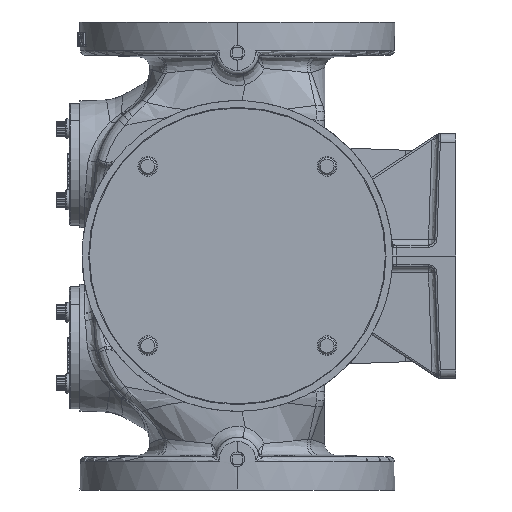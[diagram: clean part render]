
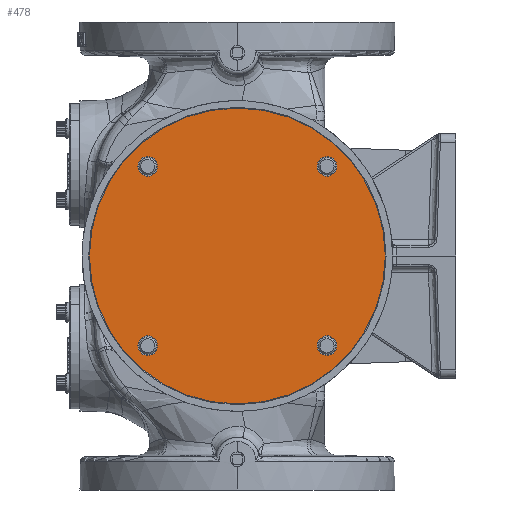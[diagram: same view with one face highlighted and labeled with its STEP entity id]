
A CAD part, left-side view. The second image highlights one B-rep face of the part: STEP entity #478.
In plain terms, the highlighted planar face has unit normal (-1, 0, 0).
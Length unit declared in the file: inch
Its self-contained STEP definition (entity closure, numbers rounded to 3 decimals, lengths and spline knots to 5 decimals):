
#478 = ADVANCED_FACE ( 'NONE', ( #137471, #178581, #183458, #23630, #96171 ), #95814, .T. ) ;
#916 = AXIS2_PLACEMENT_3D ( 'NONE', #91630, #200057, #107273 ) ;
#4331 = AXIS2_PLACEMENT_3D ( 'NONE', #60269, #168487, #75786 ) ;
#5071 = CARTESIAN_POINT ( 'NONE',  ( -20.32, 2.56326, 2.56326 ) ) ;
#5184 = DIRECTION ( 'NONE',  ( -1., 0., 0. ) ) ;
#6057 = VERTEX_POINT ( 'NONE', #76186 ) ;
#8419 = ORIENTED_EDGE ( 'NONE', *, *, #39427, .T. ) ;
#8647 = ORIENTED_EDGE ( 'NONE', *, *, #100220, .F. ) ;
#9235 = CARTESIAN_POINT ( 'NONE',  ( -20.32, 0., 0. ) ) ;
#12554 = CARTESIAN_POINT ( 'NONE',  ( -20.32, 2.56326, -2.84451 ) ) ;
#14920 = ORIENTED_EDGE ( 'NONE', *, *, #153451, .F. ) ;
#17033 = AXIS2_PLACEMENT_3D ( 'NONE', #27262, #135533, #42854 ) ;
#17233 = AXIS2_PLACEMENT_3D ( 'NONE', #49061, #157396, #64642 ) ;
#17902 = AXIS2_PLACEMENT_3D ( 'NONE', #129173, #36459, #144769 ) ;
#19846 = CIRCLE ( 'NONE', #17233, 0.28125 ) ;
#20637 = DIRECTION ( 'NONE',  ( 0., 0., 1. ) ) ;
#21598 = DIRECTION ( 'NONE',  ( -1., 0., 0. ) ) ;
#23355 = CARTESIAN_POINT ( 'NONE',  ( -20.32, 0., 4.2305 ) ) ;
#23630 = FACE_BOUND ( 'NONE', #170057, .T. ) ;
#26734 = VERTEX_POINT ( 'NONE', #85709 ) ;
#27262 = CARTESIAN_POINT ( 'NONE',  ( -20.32, 0., 0. ) ) ;
#30384 = VERTEX_POINT ( 'NONE', #160104 ) ;
#30620 = VERTEX_POINT ( 'NONE', #23355 ) ;
#32394 = AXIS2_PLACEMENT_3D ( 'NONE', #9235, #5184, #175021 ) ;
#33708 = CARTESIAN_POINT ( 'NONE',  ( -20.32, 2.56326, 2.28201 ) ) ;
#36459 = DIRECTION ( 'NONE',  ( -1., 0., 0. ) ) ;
#37979 = CARTESIAN_POINT ( 'NONE',  ( -20.32, -2.56326, -2.84451 ) ) ;
#39427 = EDGE_CURVE ( 'NONE', #30620, #6057, #93107, .T. ) ;
#40238 = EDGE_CURVE ( 'NONE', #6057, #30620, #61787, .T. ) ;
#42854 = DIRECTION ( 'NONE',  ( 0., 0., 1. ) ) ;
#43868 = DIRECTION ( 'NONE',  ( -1., 0., 0. ) ) ;
#45917 = VERTEX_POINT ( 'NONE', #33708 ) ;
#49061 = CARTESIAN_POINT ( 'NONE',  ( -20.32, -2.56326, 2.56326 ) ) ;
#55809 = CIRCLE ( 'NONE', #87003, 0.28125 ) ;
#57889 = CIRCLE ( 'NONE', #916, 0.28125 ) ;
#60269 = CARTESIAN_POINT ( 'NONE',  ( -20.32, -2.56326, 2.56326 ) ) ;
#61787 = CIRCLE ( 'NONE', #17033, 4.2305 ) ;
#62388 = CARTESIAN_POINT ( 'NONE',  ( -20.32, -2.56326, -2.56326 ) ) ;
#64642 = DIRECTION ( 'NONE',  ( 0., 0., 1. ) ) ;
#70288 = EDGE_CURVE ( 'NONE', #139920, #104741, #199968, .T. ) ;
#75545 = CARTESIAN_POINT ( 'NONE',  ( -20.32, -2.56326, 2.28201 ) ) ;
#75786 = DIRECTION ( 'NONE',  ( 0., 0., 1. ) ) ;
#76186 = CARTESIAN_POINT ( 'NONE',  ( -20.32, 0., -4.2305 ) ) ;
#77906 = DIRECTION ( 'NONE',  ( 0., 0., 1. ) ) ;
#85709 = CARTESIAN_POINT ( 'NONE',  ( -20.32, -2.56326, 2.84451 ) ) ;
#87003 = AXIS2_PLACEMENT_3D ( 'NONE', #62388, #170620, #77906 ) ;
#87055 = CARTESIAN_POINT ( 'NONE',  ( -20.32, 2.56326, -2.56326 ) ) ;
#91168 = EDGE_LOOP ( 'NONE', ( #8647, #152058 ) ) ;
#91630 = CARTESIAN_POINT ( 'NONE',  ( -20.32, 2.56326, 2.56326 ) ) ;
#92950 = CARTESIAN_POINT ( 'NONE',  ( -20.32, -2.56326, -2.28201 ) ) ;
#93107 = CIRCLE ( 'NONE', #173861, 4.2305 ) ;
#95814 = PLANE ( 'NONE',  #32394 ) ;
#96171 = FACE_OUTER_BOUND ( 'NONE', #109492, .T. ) ;
#97199 = VERTEX_POINT ( 'NONE', #37979 ) ;
#100220 = EDGE_CURVE ( 'NONE', #30384, #45917, #57889, .T. ) ;
#102681 = DIRECTION ( 'NONE',  ( 0., 0., 1. ) ) ;
#104741 = VERTEX_POINT ( 'NONE', #122726 ) ;
#106558 = EDGE_CURVE ( 'NONE', #193768, #97199, #55809, .T. ) ;
#107273 = DIRECTION ( 'NONE',  ( 0., 0., 1. ) ) ;
#109492 = EDGE_LOOP ( 'NONE', ( #8419, #151941 ) ) ;
#113295 = DIRECTION ( 'NONE',  ( -1., 0., 0. ) ) ;
#114257 = CARTESIAN_POINT ( 'NONE',  ( -20.32, 2.56326, -2.56326 ) ) ;
#118656 = CIRCLE ( 'NONE', #4331, 0.28125 ) ;
#119881 = CIRCLE ( 'NONE', #132276, 0.28125 ) ;
#122726 = CARTESIAN_POINT ( 'NONE',  ( -20.32, 2.56326, -2.28201 ) ) ;
#129173 = CARTESIAN_POINT ( 'NONE',  ( -20.32, -2.56326, -2.56326 ) ) ;
#129912 = DIRECTION ( 'NONE',  ( 0., 0., 1. ) ) ;
#132276 = AXIS2_PLACEMENT_3D ( 'NONE', #114257, #21598, #129912 ) ;
#133079 = AXIS2_PLACEMENT_3D ( 'NONE', #87055, #195441, #102681 ) ;
#135533 = DIRECTION ( 'NONE',  ( -1., 0., 0. ) ) ;
#135723 = VERTEX_POINT ( 'NONE', #75545 ) ;
#136579 = CARTESIAN_POINT ( 'NONE',  ( -20.32, 0., 0. ) ) ;
#137471 = FACE_BOUND ( 'NONE', #158671, .T. ) ;
#139920 = VERTEX_POINT ( 'NONE', #12554 ) ;
#142604 = CIRCLE ( 'NONE', #145560, 0.28125 ) ;
#144769 = DIRECTION ( 'NONE',  ( 0., 0., 1. ) ) ;
#145280 = EDGE_CURVE ( 'NONE', #26734, #135723, #118656, .T. ) ;
#145560 = AXIS2_PLACEMENT_3D ( 'NONE', #5071, #113295, #20637 ) ;
#151784 = EDGE_CURVE ( 'NONE', #97199, #193768, #177216, .T. ) ;
#151941 = ORIENTED_EDGE ( 'NONE', *, *, #40238, .T. ) ;
#152058 = ORIENTED_EDGE ( 'NONE', *, *, #196585, .F. ) ;
#152177 = DIRECTION ( 'NONE',  ( 0., 0., 1. ) ) ;
#152395 = ORIENTED_EDGE ( 'NONE', *, *, #70288, .F. ) ;
#153451 = EDGE_CURVE ( 'NONE', #135723, #26734, #19846, .T. ) ;
#157396 = DIRECTION ( 'NONE',  ( -1., 0., 0. ) ) ;
#158671 = EDGE_LOOP ( 'NONE', ( #173596, #152395 ) ) ;
#160104 = CARTESIAN_POINT ( 'NONE',  ( -20.32, 2.56326, 2.84451 ) ) ;
#166296 = EDGE_LOOP ( 'NONE', ( #190301, #14920 ) ) ;
#168487 = DIRECTION ( 'NONE',  ( -1., 0., 0. ) ) ;
#170057 = EDGE_LOOP ( 'NONE', ( #187437, #190655 ) ) ;
#170620 = DIRECTION ( 'NONE',  ( -1., 0., 0. ) ) ;
#173500 = EDGE_CURVE ( 'NONE', #104741, #139920, #119881, .T. ) ;
#173596 = ORIENTED_EDGE ( 'NONE', *, *, #173500, .F. ) ;
#173861 = AXIS2_PLACEMENT_3D ( 'NONE', #136579, #43868, #152177 ) ;
#175021 = DIRECTION ( 'NONE',  ( 0., 0., 1. ) ) ;
#177216 = CIRCLE ( 'NONE', #17902, 0.28125 ) ;
#178581 = FACE_BOUND ( 'NONE', #91168, .T. ) ;
#183458 = FACE_BOUND ( 'NONE', #166296, .T. ) ;
#187437 = ORIENTED_EDGE ( 'NONE', *, *, #106558, .F. ) ;
#190301 = ORIENTED_EDGE ( 'NONE', *, *, #145280, .F. ) ;
#190655 = ORIENTED_EDGE ( 'NONE', *, *, #151784, .F. ) ;
#193768 = VERTEX_POINT ( 'NONE', #92950 ) ;
#195441 = DIRECTION ( 'NONE',  ( -1., 0., 0. ) ) ;
#196585 = EDGE_CURVE ( 'NONE', #45917, #30384, #142604, .T. ) ;
#199968 = CIRCLE ( 'NONE', #133079, 0.28125 ) ;
#200057 = DIRECTION ( 'NONE',  ( -1., 0., 0. ) ) ;
